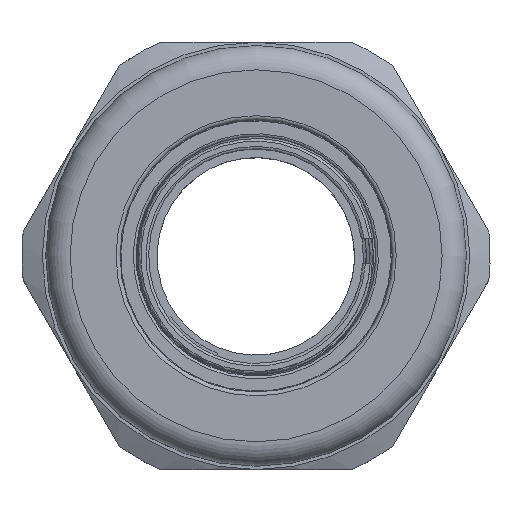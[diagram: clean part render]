
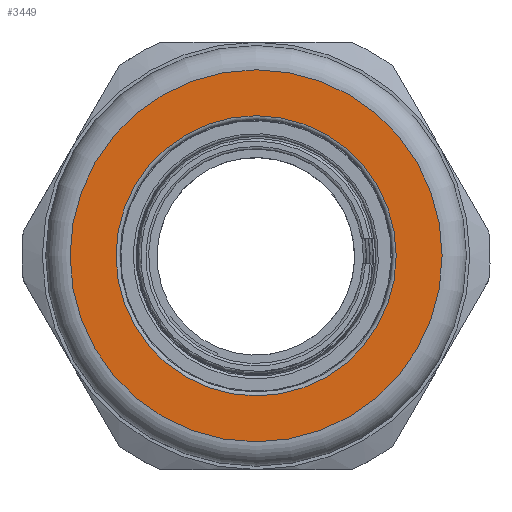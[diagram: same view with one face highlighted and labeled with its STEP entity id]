
A CAD part, left-side view. The second image highlights one B-rep face of the part: STEP entity #3449.
In plain terms, the highlighted planar face has unit normal (-1, -0.001, 0.002).
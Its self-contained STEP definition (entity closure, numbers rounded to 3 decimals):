
#538=PLANE('',#3883);
#675=FACE_BOUND('',#1135,.T.);
#852=FACE_OUTER_BOUND('',#1134,.T.);
#1134=EDGE_LOOP('',(#2760));
#1135=EDGE_LOOP('',(#2761));
#1462=CIRCLE('',#3882,10.49);
#1463=CIRCLE('',#3884,13.93);
#1718=VERTEX_POINT('',#9032);
#1719=VERTEX_POINT('',#9035);
#2111=EDGE_CURVE('',#1718,#1718,#1462,.T.);
#2112=EDGE_CURVE('',#1719,#1719,#1463,.T.);
#2760=ORIENTED_EDGE('',*,*,#2112,.F.);
#2761=ORIENTED_EDGE('',*,*,#2111,.T.);
#3449=ADVANCED_FACE('',(#852,#675),#538,.T.);
#3882=AXIS2_PLACEMENT_3D('',#9033,#4559,#4560);
#3883=AXIS2_PLACEMENT_3D('',#9034,#4561,#4562);
#3884=AXIS2_PLACEMENT_3D('',#9036,#4563,#4564);
#4559=DIRECTION('center_axis',(1.,0.,0.));
#4560=DIRECTION('ref_axis',(0.,0.,-1.));
#4561=DIRECTION('center_axis',(-1.,0.,0.));
#4562=DIRECTION('ref_axis',(0.,0.,1.));
#4563=DIRECTION('center_axis',(1.,0.,0.));
#4564=DIRECTION('ref_axis',(0.,0.,-1.));
#9032=CARTESIAN_POINT('',(-15.,10.49,0.));
#9033=CARTESIAN_POINT('Origin',(-15.,0.,0.));
#9034=CARTESIAN_POINT('Origin',(-15.,13.93,0.));
#9035=CARTESIAN_POINT('',(-15.,13.93,0.));
#9036=CARTESIAN_POINT('Origin',(-15.,0.,0.));
